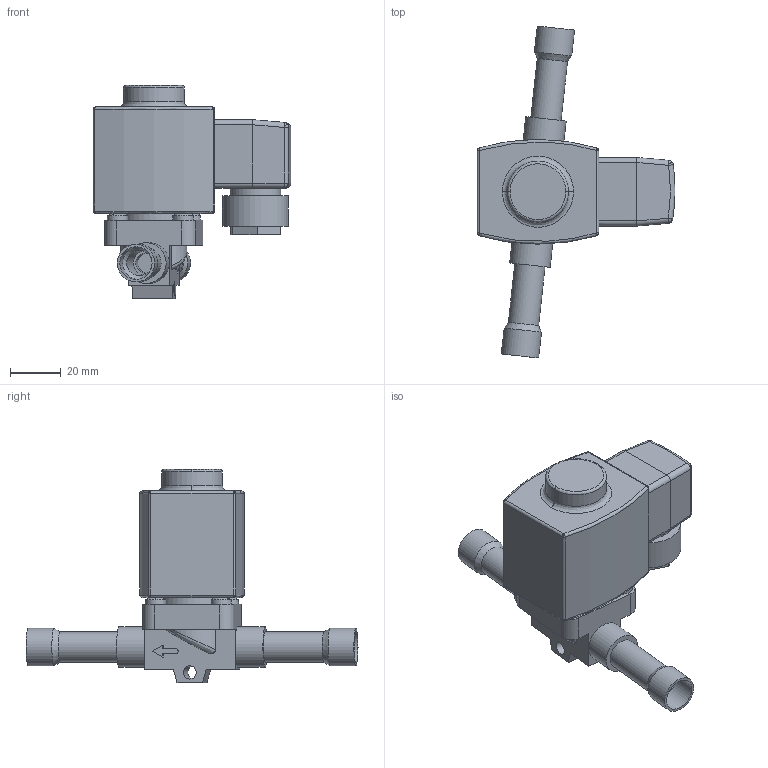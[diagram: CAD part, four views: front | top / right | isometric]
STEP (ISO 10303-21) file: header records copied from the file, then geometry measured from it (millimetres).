
FILE_DESCRIPTION(('TFLEX Exchange Step'),'2;1');
FILE_NAME('032L2217R.stp', '2023-09-28T09:29:52+03:00',('RUCO3026'),('Unknown organisation'),'TFLEX Exchange 2022.1','T-FLEX CAD','Unknown authorisation');
FILE_SCHEMA( ('AUTOMOTIVE_DESIGN { 1 0 10303 214 1 1 1 1 }') );
Length unit declared in the file: millimetre
Products named in the file (1): Nodes
Bounding box: 78 x 130.84 x 84 mm (x, y, z)
Volume: 136621.8 mm3; surface area: 34085 mm2
Topology: 1 solids, 11 shells, 281 faces, 730 edges, 492 vertices
Faces by surface type: plane 137, cylinder 90, sphere 32, bspline 13, cone 6, torus 3
Full cylindrical faces by diameter (mm): 4 x8, 4.5 x4, 5.2 x1, 8 x6, 10 x3, 11.6 x1, 12 x3, 12.7 x1, 12.8 x2, 13.1 x1, 13.2 x1, 14.8 x2, 16 x2, 18 x1, 20 x1, 24 x1, 26 x2
Entity records: 10840 total; most frequent: CARTESIAN_POINT 3847, ORIENTED_EDGE 1460, DIRECTION 1443, EDGE_CURVE 730, AXIS2_PLACEMENT_3D 537, VERTEX_POINT 492, VECTOR 369, LINE 369
